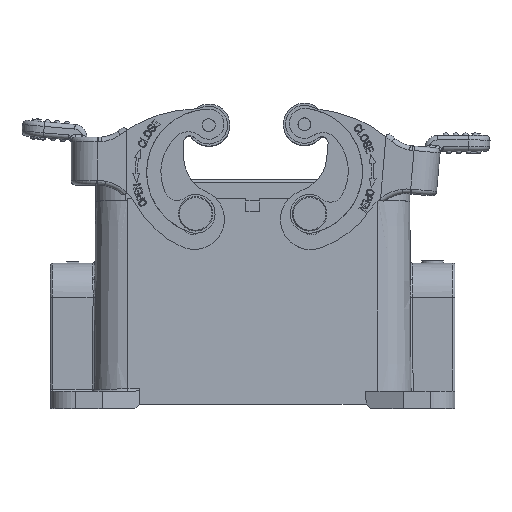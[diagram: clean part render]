
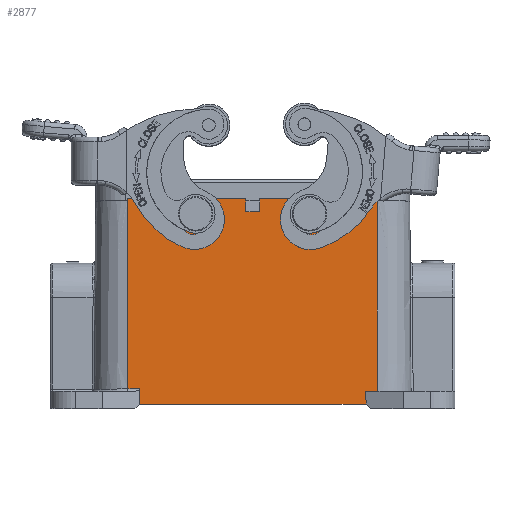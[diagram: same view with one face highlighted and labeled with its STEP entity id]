
A CAD part, top view. The second image highlights one B-rep face of the part: STEP entity #2877.
In plain terms, the highlighted planar face has unit normal (0, 0.009, 1).
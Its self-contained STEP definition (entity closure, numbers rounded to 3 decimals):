
#1051=FACE_BOUND('',#6438,.T.);
#1052=FACE_BOUND('',#6439,.T.);
#1053=FACE_BOUND('',#6440,.T.);
#2877=ADVANCED_FACE('',(#1051,#1052,#1053),#4271,.T.);
#4271=PLANE('',#25672);
#6438=EDGE_LOOP('',(#8754));
#6439=EDGE_LOOP('',(#8755));
#6440=EDGE_LOOP('',(#8756,#8757,#8758,#8759,#8760,#8761,#8762,#8763,#8764,
#8765,#8766,#8767));
#7981=ELLIPSE('',#25670,2.282,2.281);
#7982=ELLIPSE('',#25671,2.331,2.331);
#8754=ORIENTED_EDGE('',*,*,#17974,.F.);
#8755=ORIENTED_EDGE('',*,*,#17975,.F.);
#8756=ORIENTED_EDGE('',*,*,#17976,.T.);
#8757=ORIENTED_EDGE('',*,*,#17662,.F.);
#8758=ORIENTED_EDGE('',*,*,#17654,.T.);
#8759=ORIENTED_EDGE('',*,*,#17746,.F.);
#8760=ORIENTED_EDGE('',*,*,#17977,.T.);
#8761=ORIENTED_EDGE('',*,*,#17978,.F.);
#8762=ORIENTED_EDGE('',*,*,#17938,.F.);
#8763=ORIENTED_EDGE('',*,*,#17973,.F.);
#8764=ORIENTED_EDGE('',*,*,#17979,.T.);
#8765=ORIENTED_EDGE('',*,*,#17980,.F.);
#8766=ORIENTED_EDGE('',*,*,#17981,.T.);
#8767=ORIENTED_EDGE('',*,*,#17982,.F.);
#15298=VERTEX_POINT('',#34736);
#15299=VERTEX_POINT('',#34738);
#15306=VERTEX_POINT('',#34755);
#15360=VERTEX_POINT('',#34953);
#15488=VERTEX_POINT('',#35458);
#15489=VERTEX_POINT('',#35459);
#15510=VERTEX_POINT('',#35569);
#15511=VERTEX_POINT('',#35573);
#15512=VERTEX_POINT('',#35575);
#15513=VERTEX_POINT('',#35577);
#15514=VERTEX_POINT('',#35579);
#15515=VERTEX_POINT('',#35582);
#15516=VERTEX_POINT('',#35584);
#15517=VERTEX_POINT('',#35586);
#17654=EDGE_CURVE('',#15299,#15298,#21191,.T.);
#17662=EDGE_CURVE('',#15299,#15306,#21199,.T.);
#17746=EDGE_CURVE('',#15360,#15298,#21264,.T.);
#17938=EDGE_CURVE('',#15488,#15489,#21394,.T.);
#17973=EDGE_CURVE('',#15510,#15488,#21414,.T.);
#17974=EDGE_CURVE('',#15511,#15511,#7981,.T.);
#17975=EDGE_CURVE('',#15512,#15512,#7982,.T.);
#17976=EDGE_CURVE('',#15513,#15306,#21415,.T.);
#17977=EDGE_CURVE('',#15360,#15514,#21416,.T.);
#17978=EDGE_CURVE('',#15489,#15514,#21417,.T.);
#17979=EDGE_CURVE('',#15510,#15515,#21418,.T.);
#17980=EDGE_CURVE('',#15516,#15515,#21419,.T.);
#17981=EDGE_CURVE('',#15516,#15517,#21420,.T.);
#17982=EDGE_CURVE('',#15513,#15517,#21421,.T.);
#21191=LINE('',#34737,#23271);
#21199=LINE('',#34754,#23279);
#21264=LINE('',#34954,#23344);
#21394=LINE('',#35457,#23474);
#21414=LINE('',#35570,#23494);
#21415=LINE('',#35576,#23495);
#21416=LINE('',#35578,#23496);
#21417=LINE('',#35580,#23497);
#21418=LINE('',#35581,#23498);
#21419=LINE('',#35583,#23499);
#21420=LINE('',#35585,#23500);
#21421=LINE('',#35587,#23501);
#23271=VECTOR('',#27938,1.);
#23279=VECTOR('',#27950,1.);
#23344=VECTOR('',#28099,1.);
#23474=VECTOR('',#28465,1.);
#23494=VECTOR('',#28529,1.);
#23495=VECTOR('',#28536,1.);
#23496=VECTOR('',#28537,1.);
#23497=VECTOR('',#28538,1.);
#23498=VECTOR('',#28539,1.);
#23499=VECTOR('',#28540,1.);
#23500=VECTOR('',#28541,1.);
#23501=VECTOR('',#28542,1.);
#25670=AXIS2_PLACEMENT_3D('',#35572,#28532,#28533);
#25671=AXIS2_PLACEMENT_3D('',#35574,#28534,#28535);
#25672=AXIS2_PLACEMENT_3D('',#35588,#28543,#28544);
#27938=DIRECTION('',(-1.,0.,0.));
#27950=DIRECTION('',(0.,1.,-0.009));
#28099=DIRECTION('',(0.,-1.,0.009));
#28465=DIRECTION('',(-1.,0.,0.));
#28529=DIRECTION('',(0.018,1.,-0.009));
#28532=DIRECTION('',(0.,0.009,1.));
#28533=DIRECTION('',(0.,-1.,0.009));
#28534=DIRECTION('',(0.,0.009,1.));
#28535=DIRECTION('',(0.,-1.,0.009));
#28536=DIRECTION('',(-1.,0.,0.));
#28537=DIRECTION('',(-1.,0.,0.));
#28538=DIRECTION('',(0.,1.,-0.009));
#28539=DIRECTION('',(1.,0.,0.));
#28540=DIRECTION('',(0.018,-1.,0.009));
#28541=DIRECTION('',(1.,0.,0.));
#28542=DIRECTION('',(0.,-1.,0.009));
#28543=DIRECTION('',(0.,0.009,1.));
#28544=DIRECTION('',(-1.,0.,0.));
#34736=CARTESIAN_POINT('',(20.071,98.692,62.61));
#34737=CARTESIAN_POINT('',(-9.501,98.692,62.61));
#34738=CARTESIAN_POINT('',(23.271,98.692,62.61));
#34754=CARTESIAN_POINT('',(23.271,97.557,62.62));
#34755=CARTESIAN_POINT('',(23.271,101.692,62.584));
#34953=CARTESIAN_POINT('',(20.071,101.692,62.584));
#34954=CARTESIAN_POINT('',(20.071,101.702,62.584));
#35457=CARTESIAN_POINT('',(-9.501,57.487,62.97));
#35458=CARTESIAN_POINT('',(-4.616,57.487,62.97));
#35459=CARTESIAN_POINT('',(-7.329,57.487,62.97));
#35569=CARTESIAN_POINT('',(-4.681,53.992,63.));
#35570=CARTESIAN_POINT('',(-3.801,101.586,62.585));
#35572=CARTESIAN_POINT('',(34.921,98.172,62.615));
#35573=CARTESIAN_POINT('',(34.921,95.89,62.635));
#35574=CARTESIAN_POINT('',(8.421,98.171,62.615));
#35575=CARTESIAN_POINT('',(8.421,95.841,62.635));
#35576=CARTESIAN_POINT('',(50.671,101.692,62.584));
#35577=CARTESIAN_POINT('',(50.671,101.692,62.584));
#35578=CARTESIAN_POINT('',(20.071,101.692,62.584));
#35579=CARTESIAN_POINT('',(-7.329,101.692,62.584));
#35580=CARTESIAN_POINT('',(-7.329,79.657,62.776));
#35581=CARTESIAN_POINT('',(-9.501,53.992,63.));
#35582=CARTESIAN_POINT('',(48.023,53.992,63.));
#35583=CARTESIAN_POINT('',(47.123,102.738,62.575));
#35584=CARTESIAN_POINT('',(47.968,56.992,62.974));
#35585=CARTESIAN_POINT('',(47.968,56.992,62.974));
#35586=CARTESIAN_POINT('',(50.671,56.992,62.974));
#35587=CARTESIAN_POINT('',(50.671,79.409,62.779));
#35588=CARTESIAN_POINT('',(-9.501,101.692,62.584));
